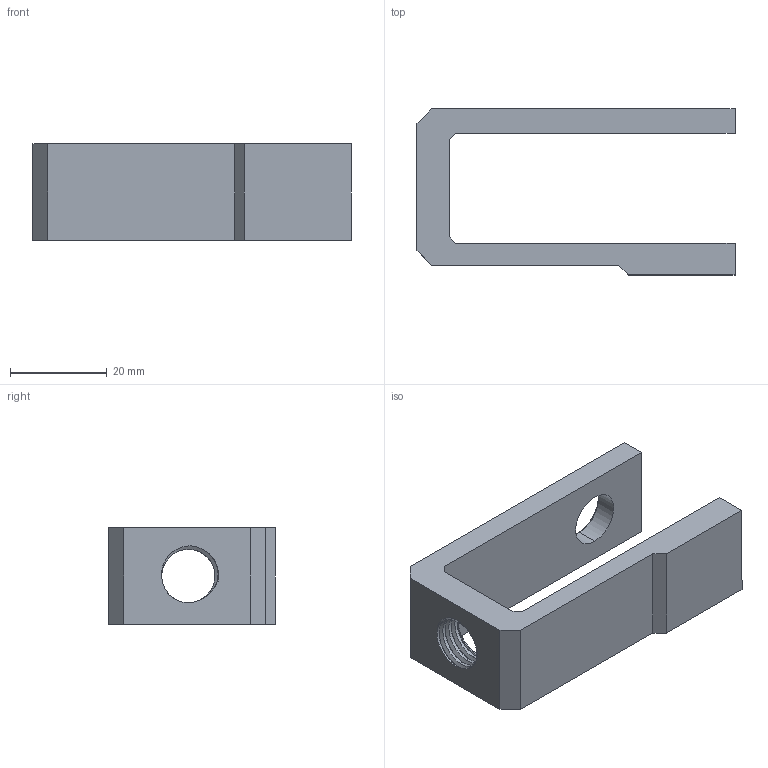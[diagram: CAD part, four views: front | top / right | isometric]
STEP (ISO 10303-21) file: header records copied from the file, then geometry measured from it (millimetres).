
FILE_DESCRIPTION (( 'STEP AP203' ), '1' );
FILE_NAME ('2Z bearing holder right body-tightener - revised.STEP', '2018-02-28T04:50:16', ( '' ), ( '' ), 'SwSTEP 2.0', 'SolidWorks 2017', '' );
FILE_SCHEMA (( 'CONFIG_CONTROL_DESIGN' ));
Length unit declared in the file: millimetre
Products named in the file (1): 2Z bearing holder right body-tightener - revised
Bounding box: 65.61 x 34.26 x 20 mm (x, y, z)
Volume: 14487.7 mm3; surface area: 8129.7 mm2
Topology: 1 solids, 1 shells, 59 faces, 158 edges, 103 vertices
Faces by surface type: plane 30, cylinder 20, bspline 7, cone 2
Entity records: 4129 total; most frequent: CARTESIAN_POINT 2717, ORIENTED_EDGE 316, DIRECTION 231, EDGE_CURVE 158, VERTEX_POINT 103, VECTOR 85, LINE 85, AXIS2_PLACEMENT_3D 73
